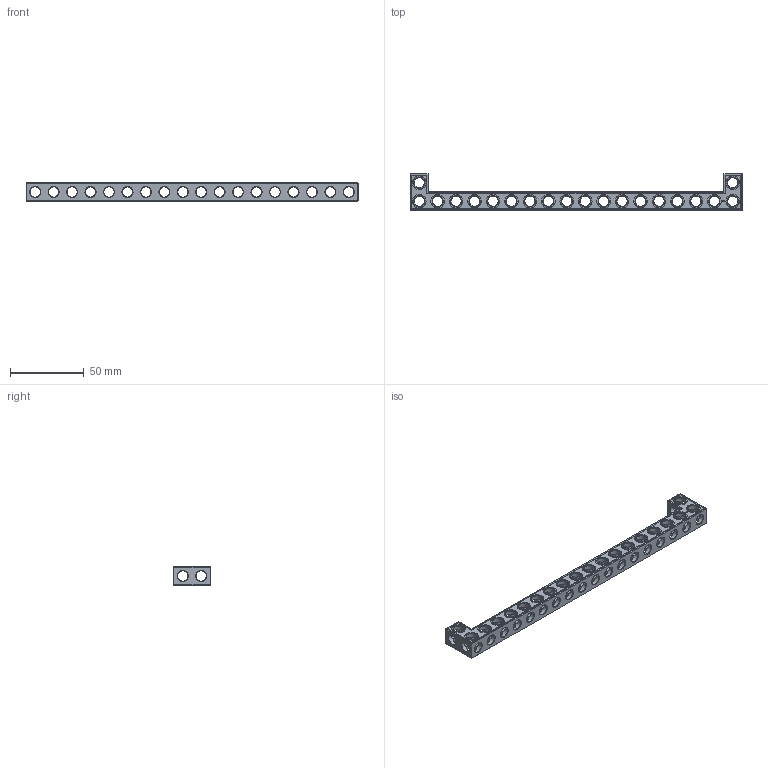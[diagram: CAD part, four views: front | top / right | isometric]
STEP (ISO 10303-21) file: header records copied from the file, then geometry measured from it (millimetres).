
FILE_DESCRIPTION(('FreeCAD Model'),'2;1');
FILE_NAME('Open CASCADE Shape Model','2022-03-06T17:53:10',('Author'),( ''),'Open CASCADE STEP processor 7.5','FreeCAD','Unknown');
FILE_SCHEMA(('AUTOMOTIVE_DESIGN { 1 0 10303 214 1 1 1 1 }'));
Products named in the file (1): Beam AGD ESS USH SYM BU18x02x01 - SPN-BEM-0594 (stemfie.org)
Bounding box: 225 x 25 x 12.5 mm (x, y, z)
Volume: 19527.6 mm3; surface area: 17550.1 mm2
Topology: 1 solids, 1 shells, 761 faces, 2263 edges, 1478 vertices
Faces by surface type: plane 400, extrusion 158, cylinder 121, cone 82
Full cylindrical faces by diameter (mm): 6.98 x6, 7 x95, 9.2 x20
Entity records: 71039 total; most frequent: CARTESIAN_POINT 28188, DIRECTION 7089, VECTOR 4679, ORIENTED_EDGE 4526, PCURVE 4526, DEFINITIONAL_REPRESENTATION 4526, LINE 4521, EDGE_CURVE 2263
